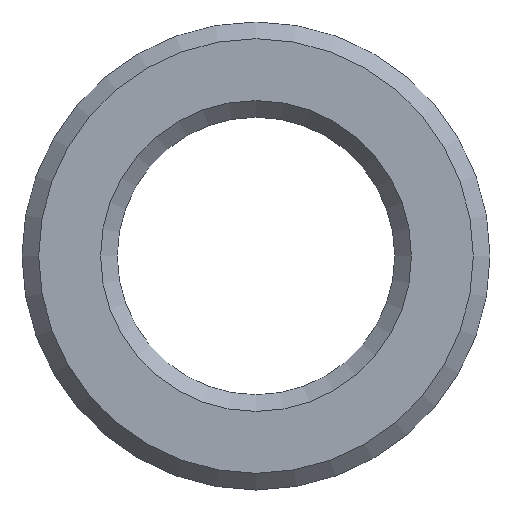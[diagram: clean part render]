
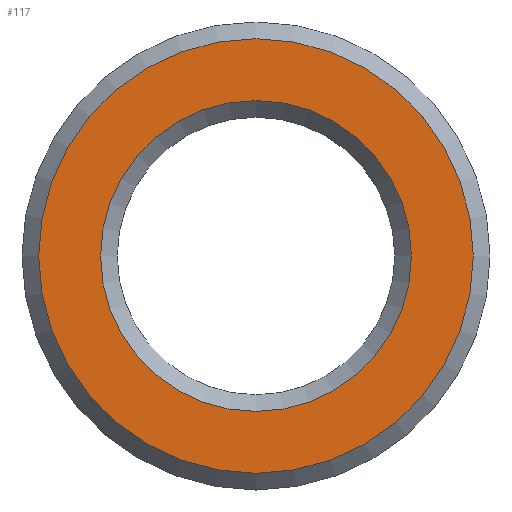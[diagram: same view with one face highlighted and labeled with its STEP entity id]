
A CAD part, front view. The second image highlights one B-rep face of the part: STEP entity #117.
In plain terms, the highlighted planar face has unit normal (0, -1, 0).
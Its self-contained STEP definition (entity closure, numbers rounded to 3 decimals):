
#16=FACE_BOUND('',#35,.T.);
#18=PLANE('',#144);
#25=FACE_OUTER_BOUND('',#34,.T.);
#34=EDGE_LOOP('',(#95));
#35=EDGE_LOOP('',(#96));
#55=CIRCLE('',#143,6.5);
#56=CIRCLE('',#145,4.65);
#63=VERTEX_POINT('',#206);
#64=VERTEX_POINT('',#210);
#73=EDGE_CURVE('',#63,#63,#55,.T.);
#75=EDGE_CURVE('',#64,#64,#56,.T.);
#95=ORIENTED_EDGE('',*,*,#73,.F.);
#96=ORIENTED_EDGE('',*,*,#75,.F.);
#117=ADVANCED_FACE('',(#25,#16),#18,.F.);
#143=AXIS2_PLACEMENT_3D('',#207,#171,#172);
#144=AXIS2_PLACEMENT_3D('',#209,#174,#175);
#145=AXIS2_PLACEMENT_3D('',#211,#176,#177);
#171=DIRECTION('center_axis',(0.,1.,0.));
#172=DIRECTION('ref_axis',(-1.,0.,0.));
#174=DIRECTION('center_axis',(0.,1.,0.));
#175=DIRECTION('ref_axis',(1.,0.,0.));
#176=DIRECTION('center_axis',(0.,-1.,0.));
#177=DIRECTION('ref_axis',(1.,0.,0.));
#206=CARTESIAN_POINT('',(-428.402,79.28,-340.18));
#207=CARTESIAN_POINT('Origin',(-434.902,79.28,-340.18));
#209=CARTESIAN_POINT('Origin',(-434.902,79.28,-340.18));
#210=CARTESIAN_POINT('',(-439.552,79.28,-340.18));
#211=CARTESIAN_POINT('Origin',(-434.902,79.28,-340.18));
